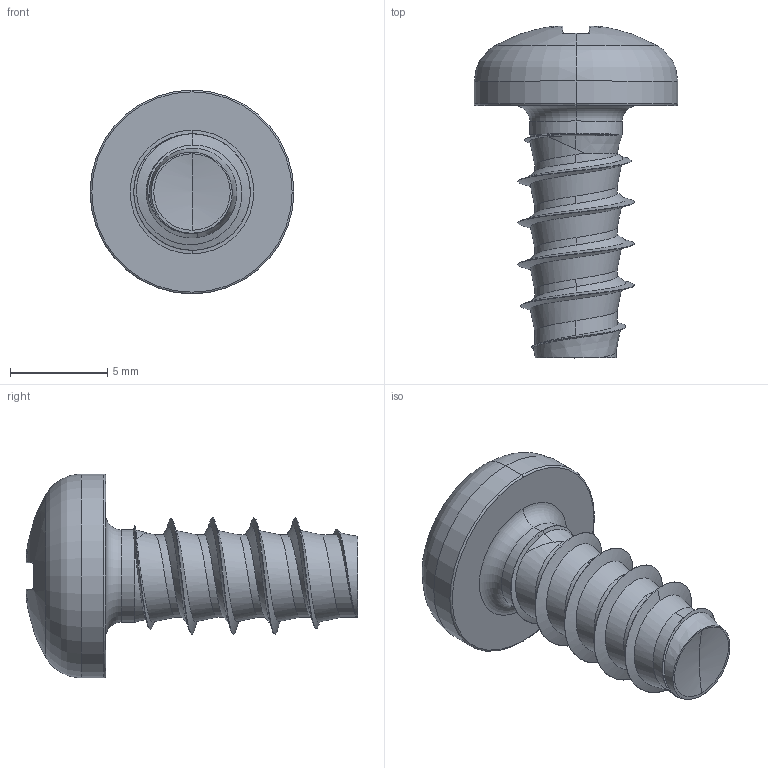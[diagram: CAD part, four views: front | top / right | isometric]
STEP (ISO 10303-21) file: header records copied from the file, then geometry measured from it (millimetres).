
FILE_DESCRIPTION (( 'STEP AP203' ), '1' );
FILE_NAME ('STP220600130.STEP', '2017-08-15T03:37:29', ( '' ), ( '' ), 'SwSTEP 2.0', 'SolidWorks 2015', '' );
FILE_SCHEMA (( 'CONFIG_CONTROL_DESIGN' ));
Length unit declared in the file: millimetre
Products named in the file (1): STP220600130
Bounding box: 10.5 x 17.1 x 10.5 mm (x, y, z)
Volume: 468.2 mm3; surface area: 548.8 mm2
Topology: 1 solids, 1 shells, 178 faces, 421 edges, 245 vertices
Faces by surface type: bspline 55, cylinder 36, plane 30, torus 28, sphere 20, cone 9
Entity records: 18271 total; most frequent: CARTESIAN_POINT 14559, ORIENTED_EDGE 838, DIRECTION 689, EDGE_CURVE 419, AXIS2_PLACEMENT_3D 304, VERTEX_POINT 245, CIRCLE 180, EDGE_LOOP 180
